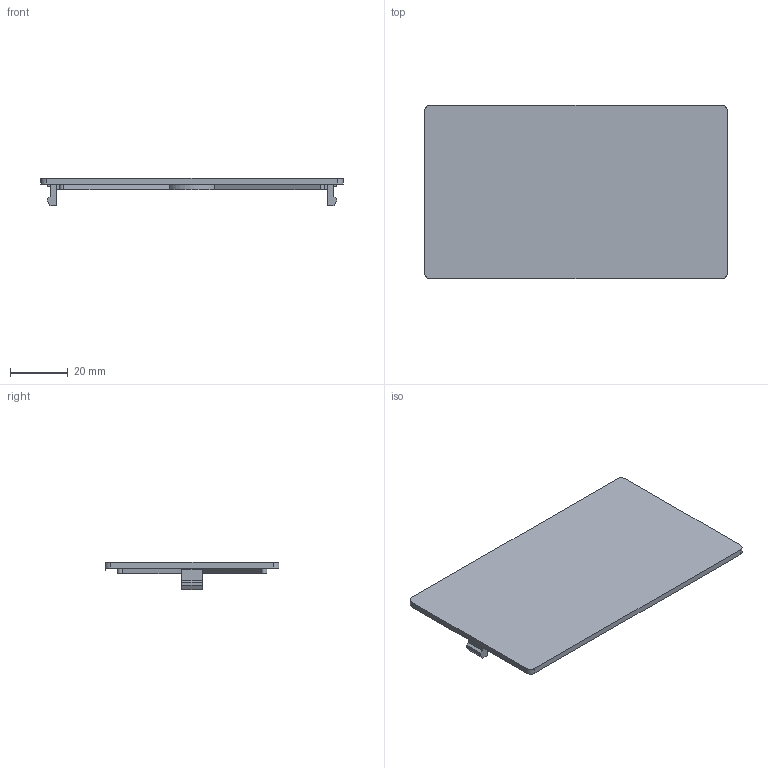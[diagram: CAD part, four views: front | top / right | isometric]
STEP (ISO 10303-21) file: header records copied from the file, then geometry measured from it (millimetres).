
FILE_DESCRIPTION(('FreeCAD Model'),'2;1');
FILE_NAME('Open CASCADE Shape Model','2021-10-21T09:45:25',('Author'),( ''),'Open CASCADE STEP processor 7.5','FreeCAD','Unknown');
FILE_SCHEMA(('AUTOMOTIVE_DESIGN { 1 0 10303 214 1 1 1 1 }'));
Length unit declared in the file: millimetre
Products named in the file (1): Cover_Mainboard
Bounding box: 105 x 60.4 x 9.5 mm (x, y, z)
Volume: 14003.2 mm3; surface area: 14709.9 mm2
Topology: 1 solids, 1 shells, 65 faces, 185 edges, 122 vertices
Faces by surface type: plane 44, cylinder 21
Full cylindrical faces by diameter (mm): 1 x2, 16 x1
Entity records: 4601 total; most frequent: CARTESIAN_POINT 923, DIRECTION 700, LINE 449, VECTOR 449, ORIENTED_EDGE 366, PCURVE 366, DEFINITIONAL_REPRESENTATION 366, EDGE_CURVE 183
